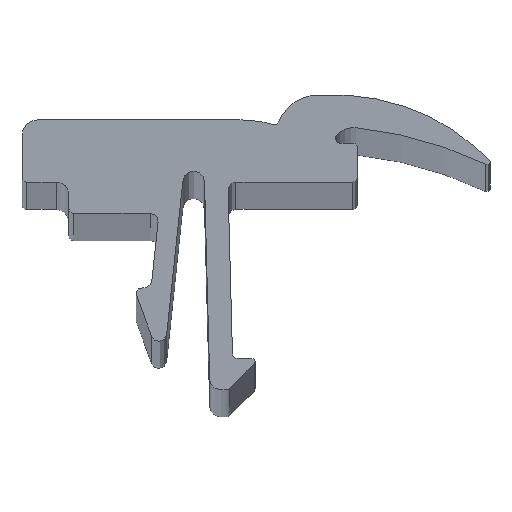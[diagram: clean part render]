
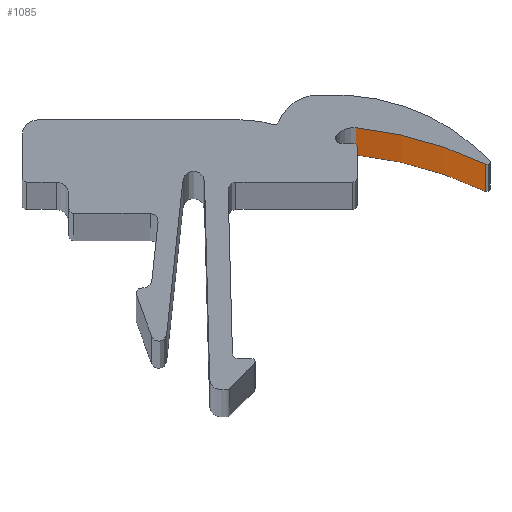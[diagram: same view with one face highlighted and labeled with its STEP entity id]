
A CAD part, top view. The second image highlights one B-rep face of the part: STEP entity #1085.
In plain terms, the highlighted cylindrical face has radius 25 mm (diameter 50 mm), a partial arc.
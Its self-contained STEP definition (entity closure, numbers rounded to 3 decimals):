
#1056 = EDGE_CURVE('',#1057,#1059,#1061,.T.);
#1057 = VERTEX_POINT('',#1058);
#1058 = CARTESIAN_POINT('',(10.421,2.792,-1000.));
#1059 = VERTEX_POINT('',#1060);
#1060 = CARTESIAN_POINT('',(10.421,2.792,0.));
#1061 = LINE('',#1062,#1063);
#1062 = CARTESIAN_POINT('',(10.421,2.792,-1000.));
#1063 = VECTOR('',#1064,1.);
#1064 = DIRECTION('',(0.,0.,1.));
#1085 = ADVANCED_FACE('',(#1086),#1113,.F.);
#1086 = FACE_BOUND('',#1087,.F.);
#1087 = EDGE_LOOP('',(#1088,#1098,#1105,#1106));
#1088 = ORIENTED_EDGE('',*,*,#1089,.F.);
#1089 = EDGE_CURVE('',#1090,#1092,#1094,.T.);
#1090 = VERTEX_POINT('',#1091);
#1091 = CARTESIAN_POINT('',(18.709,0.452,-1000.));
#1092 = VERTEX_POINT('',#1093);
#1093 = CARTESIAN_POINT('',(18.709,0.452,0.));
#1094 = LINE('',#1095,#1096);
#1095 = CARTESIAN_POINT('',(18.709,0.452,-1000.));
#1096 = VECTOR('',#1097,1.);
#1097 = DIRECTION('',(0.,0.,1.));
#1098 = ORIENTED_EDGE('',*,*,#1099,.T.);
#1099 = EDGE_CURVE('',#1090,#1057,#1100,.T.);
#1100 = CIRCLE('',#1101,25.);
#1101 = AXIS2_PLACEMENT_3D('',#1102,#1103,#1104);
#1102 = CARTESIAN_POINT('',(7.874,-22.078,-1000.));
#1103 = DIRECTION('',(0.,0.,1.));
#1104 = DIRECTION('',(1.,0.,-0.));
#1105 = ORIENTED_EDGE('',*,*,#1056,.T.);
#1106 = ORIENTED_EDGE('',*,*,#1107,.F.);
#1107 = EDGE_CURVE('',#1092,#1059,#1108,.T.);
#1108 = CIRCLE('',#1109,25.);
#1109 = AXIS2_PLACEMENT_3D('',#1110,#1111,#1112);
#1110 = CARTESIAN_POINT('',(7.874,-22.078,0.));
#1111 = DIRECTION('',(0.,0.,1.));
#1112 = DIRECTION('',(1.,0.,-0.));
#1113 = CYLINDRICAL_SURFACE('',#1114,25.);
#1114 = AXIS2_PLACEMENT_3D('',#1115,#1116,#1117);
#1115 = CARTESIAN_POINT('',(7.874,-22.078,-1000.));
#1116 = DIRECTION('',(0.,0.,1.));
#1117 = DIRECTION('',(1.,0.,-0.));
